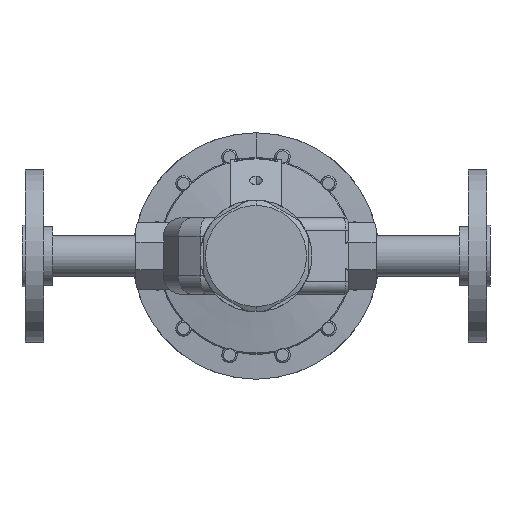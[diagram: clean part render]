
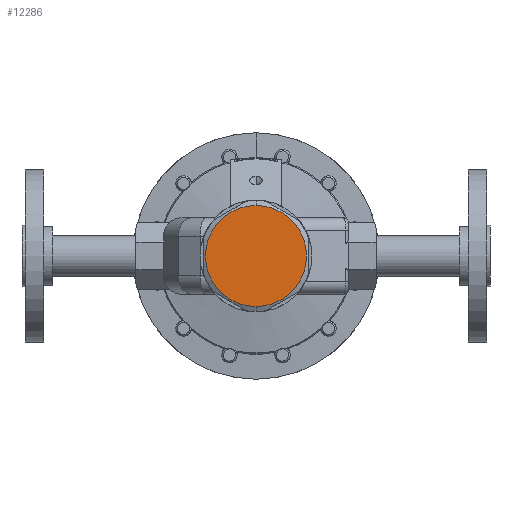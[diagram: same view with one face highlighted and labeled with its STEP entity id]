
A CAD part, front view. The second image highlights one B-rep face of the part: STEP entity #12286.
In plain terms, the highlighted planar face has unit normal (0, -1, 0).
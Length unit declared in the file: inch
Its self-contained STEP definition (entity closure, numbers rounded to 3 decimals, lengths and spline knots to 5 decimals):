
#187 = CIRCLE ( 'NONE', #571, 1.025 ) ;
#571 = AXIS2_PLACEMENT_3D ( 'NONE', #4670, #13937, #5990 ) ;
#904 = AXIS2_PLACEMENT_3D ( 'NONE', #6187, #15456, #7461 ) ;
#1780 = CARTESIAN_POINT ( 'NONE',  ( 1.63262, 0.19239, 2.64295 ) ) ;
#2435 = AXIS2_PLACEMENT_3D ( 'NONE', #1780, #11002, #3144 ) ;
#3144 = DIRECTION ( 'NONE',  ( 0., 0., 1. ) ) ;
#3301 = ORIENTED_EDGE ( 'NONE', *, *, #13090, .T. ) ;
#3422 = VERTEX_POINT ( 'NONE', #13686 ) ;
#4670 = CARTESIAN_POINT ( 'NONE',  ( 1.63262, 0.19239, 3.86982 ) ) ;
#5805 = VERTEX_POINT ( 'NONE', #6074 ) ;
#5954 = ORIENTED_EDGE ( 'NONE', *, *, #12784, .T. ) ;
#5990 = DIRECTION ( 'NONE',  ( 0., 0., -1. ) ) ;
#6074 = CARTESIAN_POINT ( 'NONE',  ( 1.63262, 0.19239, 2.84482 ) ) ;
#6187 = CARTESIAN_POINT ( 'NONE',  ( 1.63262, 0.19239, 3.86982 ) ) ;
#7461 = DIRECTION ( 'NONE',  ( 0., 0., -1. ) ) ;
#7974 = FACE_OUTER_BOUND ( 'NONE', #13576, .T. ) ;
#10051 = CIRCLE ( 'NONE', #904, 1.025 ) ;
#10952 = PLANE ( 'NONE',  #2435 ) ;
#11002 = DIRECTION ( 'NONE',  ( 0., 1., 0. ) ) ;
#12286 = ADVANCED_FACE ( 'NONE', ( #7974 ), #10952, .F. ) ;
#12784 = EDGE_CURVE ( 'NONE', #3422, #5805, #10051, .T. ) ;
#13090 = EDGE_CURVE ( 'NONE', #5805, #3422, #187, .T. ) ;
#13576 = EDGE_LOOP ( 'NONE', ( #5954, #3301 ) ) ;
#13686 = CARTESIAN_POINT ( 'NONE',  ( 1.63262, 0.19239, 4.89482 ) ) ;
#13937 = DIRECTION ( 'NONE',  ( 0., -1., 0. ) ) ;
#15456 = DIRECTION ( 'NONE',  ( 0., -1., 0. ) ) ;
